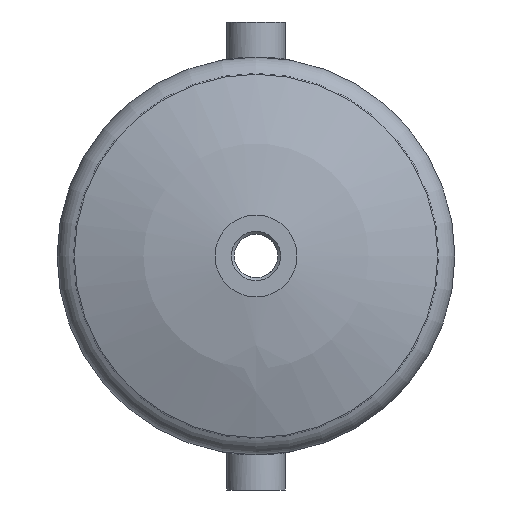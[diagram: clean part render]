
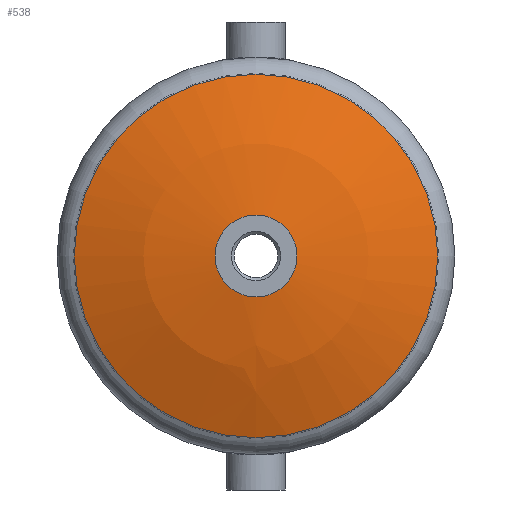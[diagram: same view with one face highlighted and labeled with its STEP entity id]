
A CAD part, front view. The second image highlights one B-rep face of the part: STEP entity #538.
In plain terms, the highlighted spherical face has radius 207.169 mm.
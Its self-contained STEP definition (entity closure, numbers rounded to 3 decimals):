
#31=SPHERICAL_SURFACE('',#576,207.169);
#42=CIRCLE('',#577,77.665);
#43=CIRCLE('',#578,17.5);
#70=ORIENTED_EDGE('',*,*,#132,.T.);
#71=ORIENTED_EDGE('',*,*,#133,.F.);
#132=EDGE_CURVE('',#164,#164,#42,.T.);
#133=EDGE_CURVE('',#165,#165,#43,.T.);
#164=VERTEX_POINT('',#1197);
#165=VERTEX_POINT('',#1199);
#206=EDGE_LOOP('',(#70));
#207=EDGE_LOOP('',(#71));
#270=FACE_BOUND('',#206,.T.);
#271=FACE_BOUND('',#207,.T.);
#538=ADVANCED_FACE('',(#270,#271),#31,.T.);
#576=AXIS2_PLACEMENT_3D('',#1195,#637,#638);
#577=AXIS2_PLACEMENT_3D('',#1196,#639,#640);
#578=AXIS2_PLACEMENT_3D('',#1198,#641,#642);
#637=DIRECTION('',(0.,-1.,0.));
#638=DIRECTION('',(0.,0.,1.));
#639=DIRECTION('',(0.,-1.,0.));
#640=DIRECTION('',(0.,0.,-1.));
#641=DIRECTION('',(0.,-1.,0.));
#642=DIRECTION('',(0.,0.,-1.));
#1195=CARTESIAN_POINT('',(0.,-43.571,0.));
#1196=CARTESIAN_POINT('',(0.,-235.632,0.));
#1197=CARTESIAN_POINT('',(0.,-235.632,-77.665));
#1198=CARTESIAN_POINT('',(0.,-250.,0.));
#1199=CARTESIAN_POINT('',(0.,-250.,-17.5));
